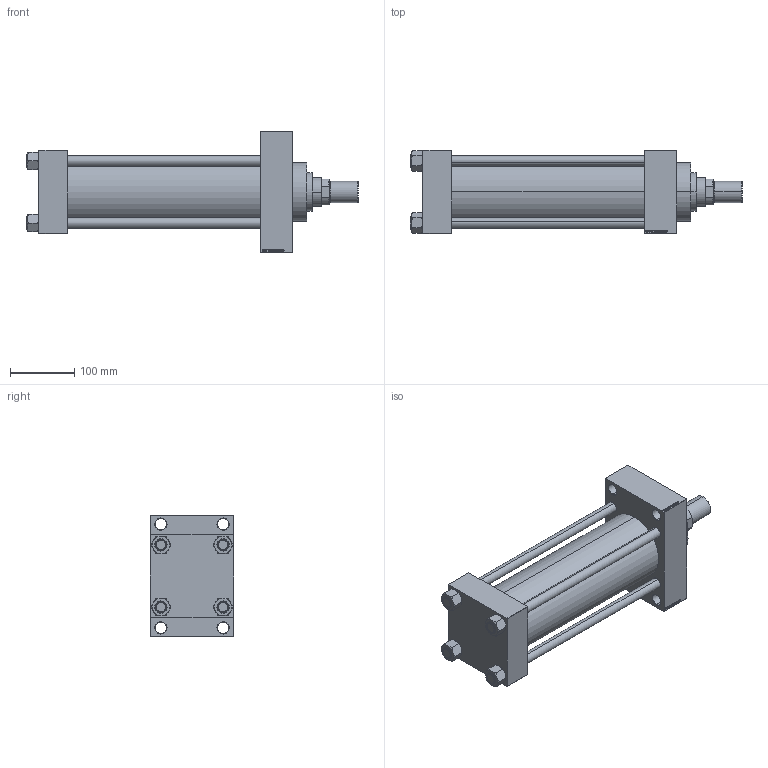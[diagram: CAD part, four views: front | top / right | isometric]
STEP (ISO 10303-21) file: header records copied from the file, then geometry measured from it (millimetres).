
FILE_DESCRIPTION (( 'STEP AP203' ), '1' );
FILE_NAME ('af26.STEP', '2025-01-04T17:13:53', ( '' ), ( '' ), 'SwSTEP 2.0', 'SolidWorks 2019', '' );
FILE_SCHEMA (( 'CONFIG_CONTROL_DESIGN' ));
Length unit declared in the file: millimetre
Products named in the file (7): V215_VC_A 2b995ffab9590b5718b7e149392a305e; ROD_END_AH 2b995ffab9590b5718b7e149392a305e; V215CR_D_TYCINKA 2b995ffab9590b5718b7e149392a305e; NUT_M5_D 2b995ffab9590b5718b7e149392a305e; V215CR_VCP_D 2b995ffab9590b5718b7e149392a305e; af26; V215CR_D_Body 2b995ffab9590b5718b7e149392a305e
Assembly tree (12 placements, depth 2):
  af26
    V215CR_D_Body 2b995ffab9590b5718b7e149392a305e
    V215CR_VCP_D 2b995ffab9590b5718b7e149392a305e
    NUT_M5_D 2b995ffab9590b5718b7e149392a305e  x4
    V215CR_D_TYCINKA 2b995ffab9590b5718b7e149392a305e  x4
    V215_VC_A 2b995ffab9590b5718b7e149392a305e
    ROD_END_AH 2b995ffab9590b5718b7e149392a305e
Bounding box: 518 x 130 x 190 mm (x, y, z)
Volume: 3419077 mm3; surface area: 586465.7 mm2
Topology: 12 solids, 12 shells, 1166 faces, 2930 edges, 1901 vertices
Faces by surface type: plane 549, bspline 368, cone 146, cylinder 93, torus 10
Entity records: 48159 total; most frequent: CARTESIAN_POINT 25243, ORIENTED_EDGE 5124, DIRECTION 3348, EDGE_CURVE 2562, VERTEX_POINT 1679, VECTOR 1536, LINE 1536, EDGE_LOOP 1143
